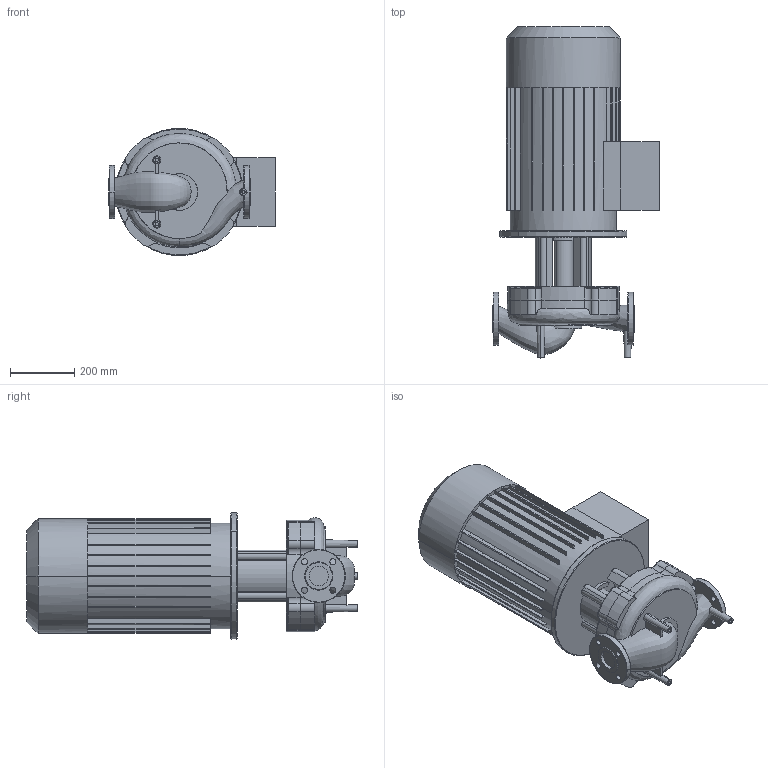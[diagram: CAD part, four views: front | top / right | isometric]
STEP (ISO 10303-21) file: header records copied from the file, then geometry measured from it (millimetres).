
FILE_DESCRIPTION((''),'2;1');
FILE_NAME('3d_IL50_270-30_2-2120889.stp','2016-05-24T11:22:08',(''),(''),'Mechanical Desktop 2009','Mechanical Desktop 2009',', , ');
FILE_SCHEMA(('CONFIG_CONTROL_DESIGN'));
Length unit declared in the file: millimetre
Products named in the file (1): Product
Bounding box: 519 x 1032.72 x 394.49 mm (x, y, z)
Volume: 82943583.4 mm3; surface area: 2471076.4 mm2
Topology: 10 solids, 10 shells, 468 faces, 1257 edges, 813 vertices
Faces by surface type: plane 144, cylinder 136, bspline 127, torus 48, cone 13
Entity records: 24742 total; most frequent: CARTESIAN_POINT 13083, ORIENTED_EDGE 2494, DIRECTION 2371, EDGE_CURVE 1247, AXIS2_PLACEMENT_3D 920, VERTEX_POINT 812, CIRCLE 578, VECTOR 531
